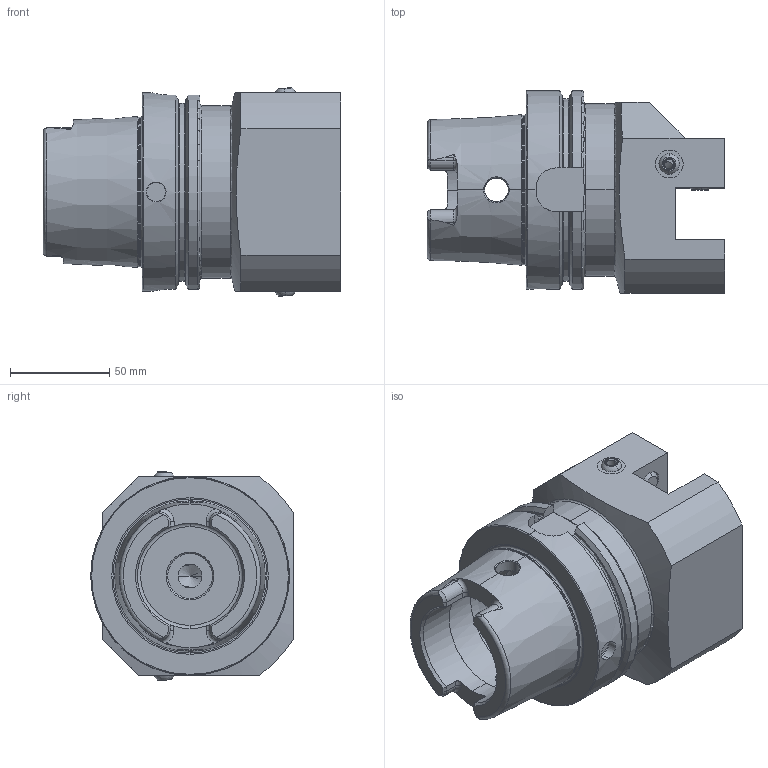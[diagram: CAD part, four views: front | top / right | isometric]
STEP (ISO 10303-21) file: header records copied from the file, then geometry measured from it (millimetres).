
FILE_DESCRIPTION (( 'STEP AP203' ), '1' );
FILE_NAME ('HA0.V25.N11.100.STEP', '2012-03-23T08:45:45', ( 'baer' ), ( 'Hewlett-Packard Company' ), 'SwSTEP 2.0', 'SolidWorks 2011', '' );
FILE_SCHEMA (( 'CONFIG_CONTROL_DESIGN' ));
Length unit declared in the file: millimetre
Products named in the file (6): HA0.V25.N11.100; ISO 4026 - M12 x 25_Default; KU1-U14.001.012; KU1-U14.001.012_2; KU1-U14.001.012_1; HA0-V25.N11.100_A_Fertigbearbeitung
Assembly tree (8 placements, depth 3):
  HA0.V25.N11.100
    KU1-U14.001.012  x2
      KU1-U14.001.012_2
      KU1-U14.001.012_1
    ISO 4026 - M12 x 25_Default  x3
    HA0-V25.N11.100_A_Fertigbearbeitung
Bounding box: 149.9 x 102 x 104.8 mm (x, y, z)
Volume: 727576.4 mm3; surface area: 92302.5 mm2
Topology: 8 solids, 8 shells, 273 faces, 705 edges, 440 vertices
Faces by surface type: plane 85, cylinder 82, cone 59, torus 35, sphere 8, bspline 4
Entity records: 8965 total; most frequent: CARTESIAN_POINT 2793, ORIENTED_EDGE 1162, DIRECTION 1155, EDGE_CURVE 581, AXIS2_PLACEMENT_3D 468, VERTEX_POINT 364, EDGE_LOOP 245, CIRCLE 234
